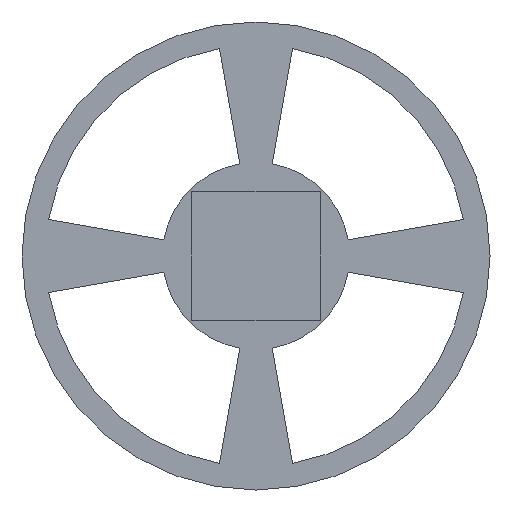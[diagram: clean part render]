
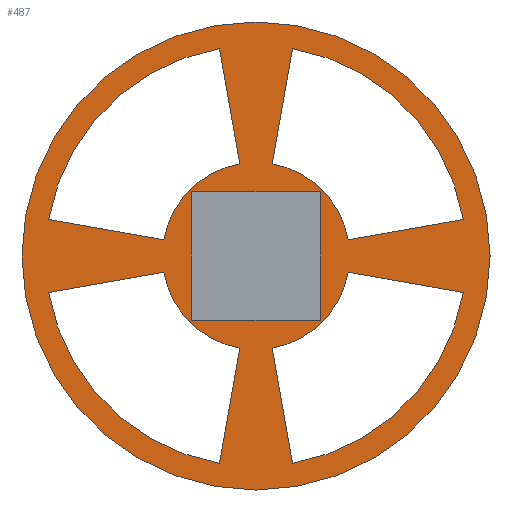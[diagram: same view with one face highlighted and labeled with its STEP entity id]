
A CAD part, front view. The second image highlights one B-rep face of the part: STEP entity #487.
In plain terms, the highlighted planar face has unit normal (0, -1, 0).
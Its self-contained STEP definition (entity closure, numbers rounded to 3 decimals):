
#21=FACE_BOUND('',#99,.T.);
#22=FACE_BOUND('',#100,.T.);
#23=FACE_BOUND('',#101,.T.);
#24=FACE_BOUND('',#102,.T.);
#25=FACE_BOUND('',#103,.T.);
#27=CIRCLE('',#515,9.);
#29=CIRCLE('',#520,9.);
#31=CIRCLE('',#525,9.);
#33=CIRCLE('',#530,9.);
#40=CIRCLE('',#539,10.);
#41=CIRCLE('',#541,4.);
#42=CIRCLE('',#542,4.);
#43=CIRCLE('',#543,4.);
#44=CIRCLE('',#544,4.);
#74=FACE_OUTER_BOUND('',#98,.T.);
#98=EDGE_LOOP('',(#404));
#99=EDGE_LOOP('',(#405,#406,#407,#408));
#100=EDGE_LOOP('',(#409,#410,#411,#412));
#101=EDGE_LOOP('',(#413,#414,#415,#416));
#102=EDGE_LOOP('',(#417,#418,#419,#420));
#103=EDGE_LOOP('',(#421,#422,#423,#424));
#107=LINE('',#702,#153);
#111=LINE('',#710,#157);
#114=LINE('',#716,#160);
#117=LINE('',#721,#163);
#121=LINE('',#731,#167);
#125=LINE('',#740,#171);
#129=LINE('',#752,#175);
#133=LINE('',#761,#179);
#137=LINE('',#773,#183);
#141=LINE('',#782,#187);
#145=LINE('',#794,#191);
#149=LINE('',#803,#195);
#153=VECTOR('',#559,10.);
#157=VECTOR('',#565,10.);
#160=VECTOR('',#570,10.);
#163=VECTOR('',#575,10.);
#167=VECTOR('',#583,10.);
#171=VECTOR('',#589,10.);
#175=VECTOR('',#601,10.);
#179=VECTOR('',#607,10.);
#183=VECTOR('',#619,10.);
#187=VECTOR('',#625,10.);
#191=VECTOR('',#637,10.);
#195=VECTOR('',#643,10.);
#199=VERTEX_POINT('',#700);
#200=VERTEX_POINT('',#701);
#203=VERTEX_POINT('',#709);
#205=VERTEX_POINT('',#715);
#209=VERTEX_POINT('',#728);
#210=VERTEX_POINT('',#730);
#213=VERTEX_POINT('',#737);
#214=VERTEX_POINT('',#739);
#217=VERTEX_POINT('',#749);
#218=VERTEX_POINT('',#751);
#221=VERTEX_POINT('',#758);
#222=VERTEX_POINT('',#760);
#225=VERTEX_POINT('',#770);
#226=VERTEX_POINT('',#772);
#229=VERTEX_POINT('',#779);
#230=VERTEX_POINT('',#781);
#233=VERTEX_POINT('',#791);
#234=VERTEX_POINT('',#793);
#237=VERTEX_POINT('',#800);
#238=VERTEX_POINT('',#802);
#241=VERTEX_POINT('',#818);
#245=EDGE_CURVE('',#199,#200,#107,.T.);
#249=EDGE_CURVE('',#200,#203,#111,.T.);
#252=EDGE_CURVE('',#203,#205,#114,.T.);
#255=EDGE_CURVE('',#205,#199,#117,.T.);
#259=EDGE_CURVE('',#210,#209,#121,.T.);
#263=EDGE_CURVE('',#214,#213,#125,.T.);
#266=EDGE_CURVE('',#213,#210,#27,.T.);
#269=EDGE_CURVE('',#218,#217,#129,.T.);
#273=EDGE_CURVE('',#222,#221,#133,.T.);
#276=EDGE_CURVE('',#221,#218,#29,.T.);
#279=EDGE_CURVE('',#226,#225,#137,.T.);
#283=EDGE_CURVE('',#230,#229,#141,.T.);
#286=EDGE_CURVE('',#229,#226,#31,.T.);
#289=EDGE_CURVE('',#234,#233,#145,.T.);
#293=EDGE_CURVE('',#238,#237,#149,.T.);
#296=EDGE_CURVE('',#237,#234,#33,.T.);
#303=EDGE_CURVE('',#241,#241,#40,.T.);
#305=EDGE_CURVE('',#209,#214,#41,.T.);
#306=EDGE_CURVE('',#217,#222,#42,.T.);
#307=EDGE_CURVE('',#225,#230,#43,.T.);
#308=EDGE_CURVE('',#233,#238,#44,.T.);
#404=ORIENTED_EDGE('',*,*,#303,.T.);
#405=ORIENTED_EDGE('',*,*,#245,.T.);
#406=ORIENTED_EDGE('',*,*,#249,.T.);
#407=ORIENTED_EDGE('',*,*,#252,.T.);
#408=ORIENTED_EDGE('',*,*,#255,.T.);
#409=ORIENTED_EDGE('',*,*,#259,.T.);
#410=ORIENTED_EDGE('',*,*,#305,.T.);
#411=ORIENTED_EDGE('',*,*,#263,.T.);
#412=ORIENTED_EDGE('',*,*,#266,.T.);
#413=ORIENTED_EDGE('',*,*,#269,.T.);
#414=ORIENTED_EDGE('',*,*,#306,.T.);
#415=ORIENTED_EDGE('',*,*,#273,.T.);
#416=ORIENTED_EDGE('',*,*,#276,.T.);
#417=ORIENTED_EDGE('',*,*,#279,.T.);
#418=ORIENTED_EDGE('',*,*,#307,.T.);
#419=ORIENTED_EDGE('',*,*,#283,.T.);
#420=ORIENTED_EDGE('',*,*,#286,.T.);
#421=ORIENTED_EDGE('',*,*,#289,.T.);
#422=ORIENTED_EDGE('',*,*,#308,.T.);
#423=ORIENTED_EDGE('',*,*,#293,.T.);
#424=ORIENTED_EDGE('',*,*,#296,.T.);
#466=PLANE('',#540);
#487=ADVANCED_FACE('',(#74,#21,#22,#23,#24,#25),#466,.F.);
#515=AXIS2_PLACEMENT_3D('',#744,#595,#596);
#520=AXIS2_PLACEMENT_3D('',#765,#613,#614);
#525=AXIS2_PLACEMENT_3D('',#786,#631,#632);
#530=AXIS2_PLACEMENT_3D('',#807,#649,#650);
#539=AXIS2_PLACEMENT_3D('',#819,#667,#668);
#540=AXIS2_PLACEMENT_3D('',#821,#670,#671);
#541=AXIS2_PLACEMENT_3D('',#822,#672,#673);
#542=AXIS2_PLACEMENT_3D('',#823,#674,#675);
#543=AXIS2_PLACEMENT_3D('',#824,#676,#677);
#544=AXIS2_PLACEMENT_3D('',#825,#678,#679);
#559=DIRECTION('',(0.,0.,1.));
#565=DIRECTION('',(1.,0.,0.));
#570=DIRECTION('',(0.,0.,-1.));
#575=DIRECTION('',(-1.,0.,0.));
#583=DIRECTION('',(-0.174,0.,0.985));
#589=DIRECTION('',(0.985,0.,-0.174));
#595=DIRECTION('center_axis',(0.,1.,0.));
#596=DIRECTION('ref_axis',(0.985,0.,-0.174));
#601=DIRECTION('',(0.985,0.,0.174));
#607=DIRECTION('',(-0.174,0.,-0.985));
#613=DIRECTION('center_axis',(0.,1.,0.));
#614=DIRECTION('ref_axis',(-0.174,0.,-0.985));
#619=DIRECTION('',(-0.985,0.,-0.174));
#625=DIRECTION('',(0.174,0.,0.985));
#631=DIRECTION('center_axis',(0.,1.,0.));
#632=DIRECTION('ref_axis',(0.174,0.,0.985));
#637=DIRECTION('',(0.174,0.,-0.985));
#643=DIRECTION('',(-0.985,0.,0.174));
#649=DIRECTION('center_axis',(0.,1.,0.));
#650=DIRECTION('ref_axis',(-0.985,0.,0.174));
#667=DIRECTION('center_axis',(0.,-1.,0.));
#668=DIRECTION('ref_axis',(1.,0.,0.));
#670=DIRECTION('center_axis',(0.,1.,0.));
#671=DIRECTION('ref_axis',(1.,0.,0.));
#672=DIRECTION('center_axis',(0.,-1.,0.));
#673=DIRECTION('ref_axis',(0.985,0.,-0.174));
#674=DIRECTION('center_axis',(0.,-1.,0.));
#675=DIRECTION('ref_axis',(-0.174,0.,-0.985));
#676=DIRECTION('center_axis',(0.,-1.,0.));
#677=DIRECTION('ref_axis',(0.174,0.,0.985));
#678=DIRECTION('center_axis',(0.,-1.,0.));
#679=DIRECTION('ref_axis',(-0.985,0.,0.174));
#700=CARTESIAN_POINT('',(-2.75,-1.,-2.75));
#701=CARTESIAN_POINT('',(-2.75,-1.,2.75));
#702=CARTESIAN_POINT('',(-2.75,-1.,1.375));
#709=CARTESIAN_POINT('',(2.75,-1.,2.75));
#710=CARTESIAN_POINT('',(1.375,-1.,2.75));
#715=CARTESIAN_POINT('',(2.75,-1.,-2.75));
#716=CARTESIAN_POINT('',(2.75,-1.,-1.375));
#721=CARTESIAN_POINT('',(-1.375,-1.,-2.75));
#728=CARTESIAN_POINT('',(0.695,-1.,-3.939));
#730=CARTESIAN_POINT('',(1.563,-1.,-8.863));
#731=CARTESIAN_POINT('',(0.347,-1.,-1.97));
#737=CARTESIAN_POINT('',(8.863,-1.,-1.563));
#739=CARTESIAN_POINT('',(3.939,-1.,-0.695));
#740=CARTESIAN_POINT('',(4.432,-1.,-0.781));
#744=CARTESIAN_POINT('Origin',(0.,-1.,0.));
#749=CARTESIAN_POINT('',(-3.939,-1.,-0.695));
#751=CARTESIAN_POINT('',(-8.863,-1.,-1.563));
#752=CARTESIAN_POINT('',(-1.97,-1.,-0.347));
#758=CARTESIAN_POINT('',(-1.563,-1.,-8.863));
#760=CARTESIAN_POINT('',(-0.695,-1.,-3.939));
#761=CARTESIAN_POINT('',(-0.781,-1.,-4.432));
#765=CARTESIAN_POINT('Origin',(0.,-1.,0.));
#770=CARTESIAN_POINT('',(3.939,-1.,0.695));
#772=CARTESIAN_POINT('',(8.863,-1.,1.563));
#773=CARTESIAN_POINT('',(1.97,-1.,0.347));
#779=CARTESIAN_POINT('',(1.563,-1.,8.863));
#781=CARTESIAN_POINT('',(0.695,-1.,3.939));
#782=CARTESIAN_POINT('',(0.781,-1.,4.432));
#786=CARTESIAN_POINT('Origin',(0.,-1.,0.));
#791=CARTESIAN_POINT('',(-0.695,-1.,3.939));
#793=CARTESIAN_POINT('',(-1.563,-1.,8.863));
#794=CARTESIAN_POINT('',(-0.347,-1.,1.97));
#800=CARTESIAN_POINT('',(-8.863,-1.,1.563));
#802=CARTESIAN_POINT('',(-3.939,-1.,0.695));
#803=CARTESIAN_POINT('',(-4.432,-1.,0.781));
#807=CARTESIAN_POINT('Origin',(0.,-1.,0.));
#818=CARTESIAN_POINT('',(-10.,-1.,0.));
#819=CARTESIAN_POINT('Origin',(0.,-1.,0.));
#821=CARTESIAN_POINT('Origin',(0.,-1.,0.));
#822=CARTESIAN_POINT('Origin',(0.,-1.,0.));
#823=CARTESIAN_POINT('Origin',(0.,-1.,0.));
#824=CARTESIAN_POINT('Origin',(0.,-1.,0.));
#825=CARTESIAN_POINT('Origin',(0.,-1.,0.));
